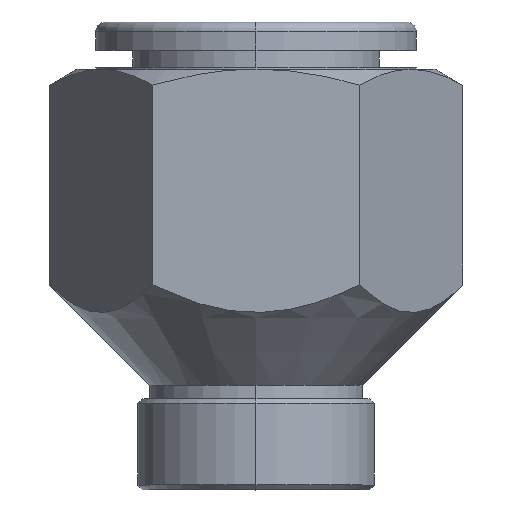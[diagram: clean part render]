
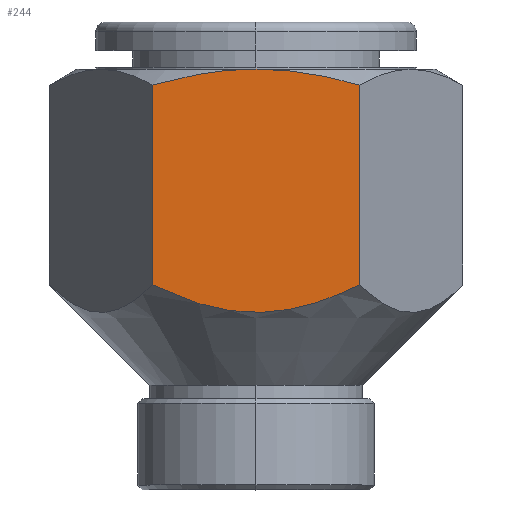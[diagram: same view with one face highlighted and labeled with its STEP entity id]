
A CAD part, top view. The second image highlights one B-rep face of the part: STEP entity #244.
In plain terms, the highlighted planar face has unit normal (0, 0, 1).
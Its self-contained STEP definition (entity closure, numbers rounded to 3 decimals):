
#52 = B_SPLINE_CURVE_WITH_KNOTS ( 'NONE', 3,
 ( #528, #1623, #118, #1071, #254, #1213 ),
 .UNSPECIFIED., .F., .F.,
 ( 4, 2, 4 ),
 ( 0.015, 0.018, 0.021 ),
 .UNSPECIFIED. ) ;
#59 = EDGE_CURVE ( 'NONE', #1725, #414, #1026, .T. ) ;
#79 = CARTESIAN_POINT ( 'NONE',  ( -5.485, -48.283, 9.5 ) ) ;
#85 = CARTESIAN_POINT ( 'NONE',  ( -5.06, -14.153, 9.5 ) ) ;
#94 = CARTESIAN_POINT ( 'NONE',  ( -0.96, -15.373, 9.5 ) ) ;
#118 = CARTESIAN_POINT ( 'NONE',  ( 1.868, -2.582, 9.5 ) ) ;
#149 = CARTESIAN_POINT ( 'NONE',  ( -5.485, -3.349, 9.5 ) ) ;
#156 = CARTESIAN_POINT ( 'NONE',  ( -3.679, -2.875, 9.5 ) ) ;
#169 = CARTESIAN_POINT ( 'NONE',  ( -5.485, -3.349, 9.5 ) ) ;
#183 = CARTESIAN_POINT ( 'NONE',  ( 0., -2.5, 9.5 ) ) ;
#216 = DIRECTION ( 'NONE',  ( 1., 0., 0. ) ) ;
#225 = CARTESIAN_POINT ( 'NONE',  ( 0.966, -15.41, 9.5 ) ) ;
#244 = ADVANCED_FACE ( 'NONE', ( #1170 ), #1066, .T. ) ;
#254 = CARTESIAN_POINT ( 'NONE',  ( 4.598, -3.092, 9.5 ) ) ;
#265 = B_SPLINE_CURVE_WITH_KNOTS ( 'NONE', 3,
 ( #635, #85, #497, #1600, #771, #1743, #899, #94, #1046, #225, #1184, #367, #1316, #511, #1461, #639 ),
 .UNSPECIFIED., .F., .F.,
 ( 4, 2, 2, 2, 2, 2, 2, 4 ),
 ( 0.007, 0.008, 0.009, 0.011, 0.012, 0.015, 0.016, 0.018 ),
 .UNSPECIFIED. ) ;
#279 = CARTESIAN_POINT ( 'NONE',  ( 5.485, -3.349, 9.5 ) ) ;
#293 = CARTESIAN_POINT ( 'NONE',  ( -0.927, -2.5, 9.5 ) ) ;
#317 = EDGE_CURVE ( 'NONE', #1173, #1725, #265, .T. ) ;
#367 = CARTESIAN_POINT ( 'NONE',  ( 3.284, -14.868, 9.5 ) ) ;
#402 = DIRECTION ( 'NONE',  ( 0., 1., 0. ) ) ;
#414 = VERTEX_POINT ( 'NONE', #279 ) ;
#462 = EDGE_CURVE ( 'NONE', #1266, #1384, #772, .T. ) ;
#497 = CARTESIAN_POINT ( 'NONE',  ( -4.626, -14.351, 9.5 ) ) ;
#511 = CARTESIAN_POINT ( 'NONE',  ( 4.628, -14.35, 9.5 ) ) ;
#528 = CARTESIAN_POINT ( 'NONE',  ( 0., -2.5, 9.5 ) ) ;
#635 = CARTESIAN_POINT ( 'NONE',  ( -5.485, -13.94, 9.5 ) ) ;
#639 = CARTESIAN_POINT ( 'NONE',  ( 5.485, -13.94, 9.5 ) ) ;
#735 = ORIENTED_EDGE ( 'NONE', *, *, #462, .F. ) ;
#771 = CARTESIAN_POINT ( 'NONE',  ( -3.282, -14.869, 9.5 ) ) ;
#772 = B_SPLINE_CURVE_WITH_KNOTS ( 'NONE', 3,
 ( #149, #1246, #156, #1111, #293, #1250 ),
 .UNSPECIFIED., .F., .F.,
 ( 4, 2, 4 ),
 ( 0.01, 0.013, 0.015 ),
 .UNSPECIFIED. ) ;
#819 = CARTESIAN_POINT ( 'NONE',  ( 5.485, -13.94, 9.5 ) ) ;
#899 = CARTESIAN_POINT ( 'NONE',  ( -1.901, -15.233, 9.5 ) ) ;
#933 = LINE ( 'NONE', #1776, #1688 ) ;
#938 = DIRECTION ( 'NONE',  ( 0., 1., 0. ) ) ;
#1026 = LINE ( 'NONE', #1632, #1406 ) ;
#1033 = DIRECTION ( 'NONE',  ( 0., 0., 1. ) ) ;
#1046 = CARTESIAN_POINT ( 'NONE',  ( -0.482, -15.41, 9.5 ) ) ;
#1066 = PLANE ( 'NONE',  #1126 ) ;
#1069 = EDGE_CURVE ( 'NONE', #1173, #1266, #933, .T. ) ;
#1071 = CARTESIAN_POINT ( 'NONE',  ( 3.699, -2.879, 9.5 ) ) ;
#1111 = CARTESIAN_POINT ( 'NONE',  ( -1.848, -2.58, 9.5 ) ) ;
#1114 = ORIENTED_EDGE ( 'NONE', *, *, #1069, .F. ) ;
#1122 = EDGE_LOOP ( 'NONE', ( #1114, #1337, #1178, #1252, #735 ) ) ;
#1126 = AXIS2_PLACEMENT_3D ( 'NONE', #79, #1033, #216 ) ;
#1170 = FACE_OUTER_BOUND ( 'NONE', #1122, .T. ) ;
#1173 = VERTEX_POINT ( 'NONE', #1513 ) ;
#1178 = ORIENTED_EDGE ( 'NONE', *, *, #59, .T. ) ;
#1184 = CARTESIAN_POINT ( 'NONE',  ( 1.906, -15.261, 9.5 ) ) ;
#1213 = CARTESIAN_POINT ( 'NONE',  ( 5.485, -3.349, 9.5 ) ) ;
#1246 = CARTESIAN_POINT ( 'NONE',  ( -4.592, -3.091, 9.5 ) ) ;
#1250 = CARTESIAN_POINT ( 'NONE',  ( 0., -2.5, 9.5 ) ) ;
#1252 = ORIENTED_EDGE ( 'NONE', *, *, #1597, .F. ) ;
#1266 = VERTEX_POINT ( 'NONE', #169 ) ;
#1316 = CARTESIAN_POINT ( 'NONE',  ( 3.741, -14.708, 9.5 ) ) ;
#1337 = ORIENTED_EDGE ( 'NONE', *, *, #317, .T. ) ;
#1384 = VERTEX_POINT ( 'NONE', #183 ) ;
#1406 = VECTOR ( 'NONE', #402, 1000. ) ;
#1461 = CARTESIAN_POINT ( 'NONE',  ( 5.061, -14.152, 9.5 ) ) ;
#1513 = CARTESIAN_POINT ( 'NONE',  ( -5.485, -13.94, 9.5 ) ) ;
#1597 = EDGE_CURVE ( 'NONE', #1384, #414, #52, .T. ) ;
#1600 = CARTESIAN_POINT ( 'NONE',  ( -3.737, -14.71, 9.5 ) ) ;
#1623 = CARTESIAN_POINT ( 'NONE',  ( 0.928, -2.5, 9.5 ) ) ;
#1632 = CARTESIAN_POINT ( 'NONE',  ( 5.485, -48.283, 9.5 ) ) ;
#1688 = VECTOR ( 'NONE', #938, 1000. ) ;
#1725 = VERTEX_POINT ( 'NONE', #819 ) ;
#1743 = CARTESIAN_POINT ( 'NONE',  ( -2.365, -15.13, 9.5 ) ) ;
#1776 = CARTESIAN_POINT ( 'NONE',  ( -5.485, -48.283, 9.5 ) ) ;
